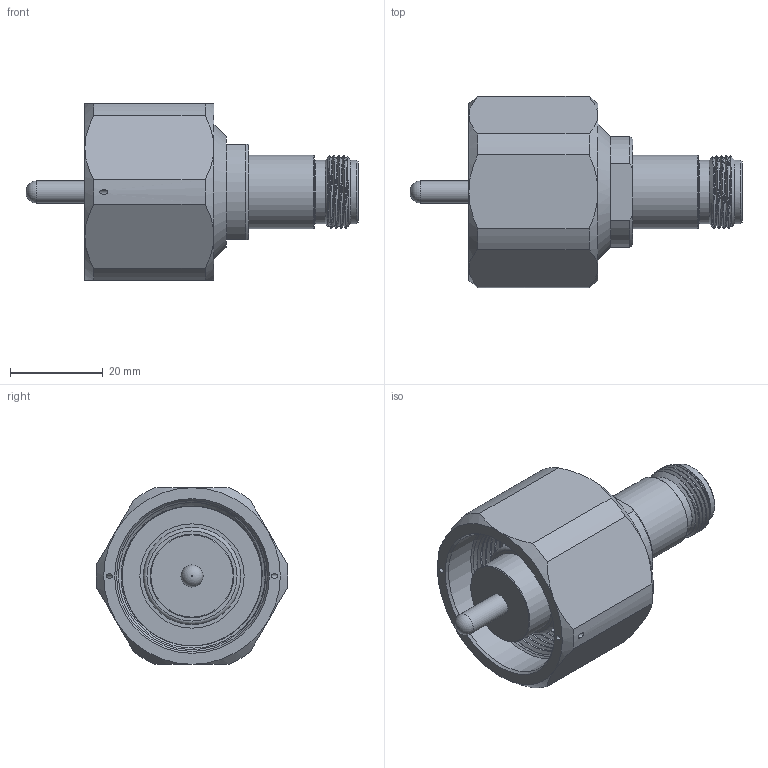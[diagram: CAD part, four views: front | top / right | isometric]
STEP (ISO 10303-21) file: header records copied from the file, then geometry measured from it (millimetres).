
FILE_DESCRIPTION (( 'STEP AP203' ), '1' );
FILE_NAME ('PE9237_3D.step', '2021-08-17T15:38:00', ( '' ), ( '' ), 'SwSTEP 2.0', 'SolidWorks 2021', '' );
FILE_SCHEMA (( 'CONFIG_CONTROL_DESIGN' ));
Length unit declared in the file: inch
Products named in the file (1): PE9237_3D
Bounding box: 71.63 x 41.33 x 38.1 mm (x, y, z)
Volume: 32640.9 mm3; surface area: 12268.2 mm2
Topology: 1 solids, 1 shells, 113 faces, 266 edges, 171 vertices
Faces by surface type: plane 40, cylinder 35, cone 28, bspline 7, torus 3
Full cylindrical faces by diameter (mm): 1.016 x2, 1.524 x1, 2.54 x1, 4.775 x1, 7.112 x1, 8.636 x1, 13.716 x2, 15.875 x1, 17.989 x1, 19.433 x1, 22.51 x1, 30.166 x1, 32.545 x1, 33.013 x1, 33.521 x1
Entity records: 8948 total; most frequent: CARTESIAN_POINT 6632, ORIENTED_EDGE 448, DIRECTION 428, EDGE_CURVE 224, AXIS2_PLACEMENT_3D 194, EDGE_LOOP 161, VERTEX_POINT 159, FACE_OUTER_BOUND 132
